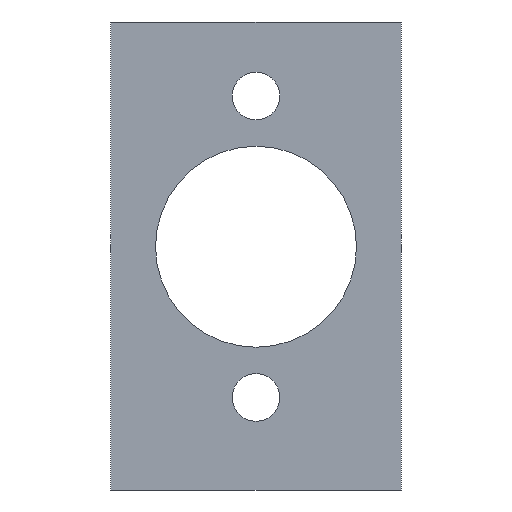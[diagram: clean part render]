
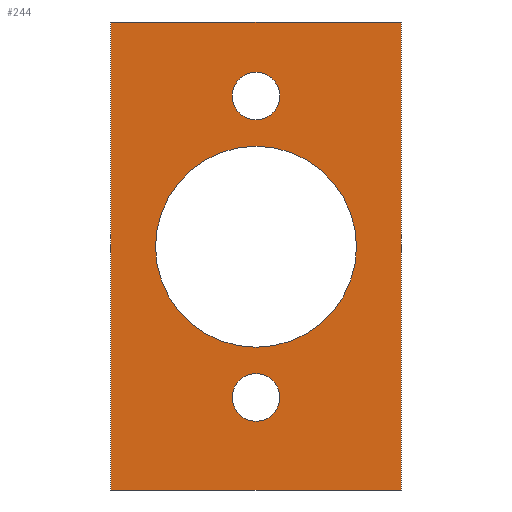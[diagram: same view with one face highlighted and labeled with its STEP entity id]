
A CAD part, left-side view. The second image highlights one B-rep face of the part: STEP entity #244.
In plain terms, the highlighted planar face has unit normal (-1, 0, 0).
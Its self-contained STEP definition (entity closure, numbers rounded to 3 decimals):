
#93=CARTESIAN_POINT('Vertex',(-5.,-27.5,0.)) ;
#98=CARTESIAN_POINT('Line Origine',(-5.,0.,0.)) ;
#102=CARTESIAN_POINT('Vertex',(-5.,27.5,0.)) ;
#160=CARTESIAN_POINT('Axis2P3D Location',(-5.,0.,0.)) ;
#165=CARTESIAN_POINT('Line Origine',(-5.,-27.5,44.25)) ;
#169=CARTESIAN_POINT('Vertex',(-5.,-27.5,88.5)) ;
#172=CARTESIAN_POINT('Line Origine',(-5.,0.,88.5)) ;
#176=CARTESIAN_POINT('Vertex',(-5.,27.5,88.5)) ;
#179=CARTESIAN_POINT('Line Origine',(-5.,27.5,44.25)) ;
#190=CARTESIAN_POINT('Axis2P3D Location',(-5.,0.,74.5)) ;
#194=CARTESIAN_POINT('Vertex',(-5.,4.5,74.5)) ;
#196=CARTESIAN_POINT('Vertex',(-5.,-4.5,74.5)) ;
#199=CARTESIAN_POINT('Axis2P3D Location',(-5.,0.,74.5)) ;
#208=CARTESIAN_POINT('Axis2P3D Location',(-5.,0.,17.5)) ;
#212=CARTESIAN_POINT('Vertex',(-5.,4.5,17.5)) ;
#214=CARTESIAN_POINT('Vertex',(-5.,-4.5,17.5)) ;
#217=CARTESIAN_POINT('Axis2P3D Location',(-5.,0.,17.5)) ;
#226=CARTESIAN_POINT('Axis2P3D Location',(-5.,0.,46.)) ;
#230=CARTESIAN_POINT('Vertex',(-5.,19.,46.)) ;
#232=CARTESIAN_POINT('Vertex',(-5.,-19.,46.)) ;
#235=CARTESIAN_POINT('Axis2P3D Location',(-5.,0.,46.)) ;
#99=DIRECTION('Vector Direction',(0.,1.,0.)) ;
#161=DIRECTION('Axis2P3D Direction',(1.,0.,0.)) ;
#162=DIRECTION('Axis2P3D XDirection',(0.,1.,0.)) ;
#166=DIRECTION('Vector Direction',(0.,0.,-1.)) ;
#173=DIRECTION('Vector Direction',(0.,-1.,0.)) ;
#180=DIRECTION('Vector Direction',(0.,0.,1.)) ;
#191=DIRECTION('Axis2P3D Direction',(1.,0.,0.)) ;
#200=DIRECTION('Axis2P3D Direction',(1.,0.,0.)) ;
#209=DIRECTION('Axis2P3D Direction',(1.,0.,0.)) ;
#218=DIRECTION('Axis2P3D Direction',(1.,0.,0.)) ;
#227=DIRECTION('Axis2P3D Direction',(1.,0.,0.)) ;
#236=DIRECTION('Axis2P3D Direction',(1.,0.,0.)) ;
#163=AXIS2_PLACEMENT_3D('Plane Axis2P3D',#160,#161,#162) ;
#192=AXIS2_PLACEMENT_3D('Circle Axis2P3D',#190,#191,$) ;
#201=AXIS2_PLACEMENT_3D('Circle Axis2P3D',#199,#200,$) ;
#210=AXIS2_PLACEMENT_3D('Circle Axis2P3D',#208,#209,$) ;
#219=AXIS2_PLACEMENT_3D('Circle Axis2P3D',#217,#218,$) ;
#228=AXIS2_PLACEMENT_3D('Circle Axis2P3D',#226,#227,$) ;
#237=AXIS2_PLACEMENT_3D('Circle Axis2P3D',#235,#236,$) ;
#185=ORIENTED_EDGE('',*,*,#171,.F.) ;
#186=ORIENTED_EDGE('',*,*,#178,.F.) ;
#187=ORIENTED_EDGE('',*,*,#183,.F.) ;
#188=ORIENTED_EDGE('',*,*,#104,.F.) ;
#205=ORIENTED_EDGE('',*,*,#198,.T.) ;
#206=ORIENTED_EDGE('',*,*,#203,.T.) ;
#223=ORIENTED_EDGE('',*,*,#216,.T.) ;
#224=ORIENTED_EDGE('',*,*,#221,.T.) ;
#241=ORIENTED_EDGE('',*,*,#234,.T.) ;
#242=ORIENTED_EDGE('',*,*,#239,.T.) ;
#207=FACE_BOUND('',#204,.T.) ;
#225=FACE_BOUND('',#222,.T.) ;
#243=FACE_BOUND('',#240,.T.) ;
#100=VECTOR('Line Direction',#99,1.) ;
#167=VECTOR('Line Direction',#166,1.) ;
#174=VECTOR('Line Direction',#173,1.) ;
#181=VECTOR('Line Direction',#180,1.) ;
#244=ADVANCED_FACE('Corps principal',(#189,#207,#225,#243),#164,.F.) ;
#193=CIRCLE('generated circle',#192,4.5) ;
#202=CIRCLE('generated circle',#201,4.5) ;
#211=CIRCLE('generated circle',#210,4.5) ;
#220=CIRCLE('generated circle',#219,4.5) ;
#229=CIRCLE('generated circle',#228,19.) ;
#238=CIRCLE('generated circle',#237,19.) ;
#104=EDGE_CURVE('',#94,#103,#101,.T.) ;
#171=EDGE_CURVE('',#170,#94,#168,.T.) ;
#178=EDGE_CURVE('',#177,#170,#175,.T.) ;
#183=EDGE_CURVE('',#103,#177,#182,.T.) ;
#198=EDGE_CURVE('',#195,#197,#193,.T.) ;
#203=EDGE_CURVE('',#197,#195,#202,.T.) ;
#216=EDGE_CURVE('',#213,#215,#211,.T.) ;
#221=EDGE_CURVE('',#215,#213,#220,.T.) ;
#234=EDGE_CURVE('',#231,#233,#229,.T.) ;
#239=EDGE_CURVE('',#233,#231,#238,.T.) ;
#184=EDGE_LOOP('',(#185,#186,#187,#188)) ;
#204=EDGE_LOOP('',(#205,#206)) ;
#222=EDGE_LOOP('',(#223,#224)) ;
#240=EDGE_LOOP('',(#241,#242)) ;
#189=FACE_OUTER_BOUND('',#184,.T.) ;
#101=LINE('Line',#98,#100) ;
#168=LINE('Line',#165,#167) ;
#175=LINE('Line',#172,#174) ;
#182=LINE('Line',#179,#181) ;
#164=PLANE('Plane',#163) ;
#94=VERTEX_POINT('',#93) ;
#103=VERTEX_POINT('',#102) ;
#170=VERTEX_POINT('',#169) ;
#177=VERTEX_POINT('',#176) ;
#195=VERTEX_POINT('',#194) ;
#197=VERTEX_POINT('',#196) ;
#213=VERTEX_POINT('',#212) ;
#215=VERTEX_POINT('',#214) ;
#231=VERTEX_POINT('',#230) ;
#233=VERTEX_POINT('',#232) ;
